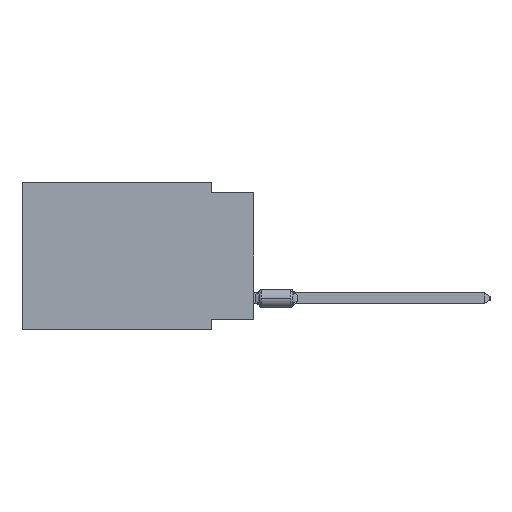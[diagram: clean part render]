
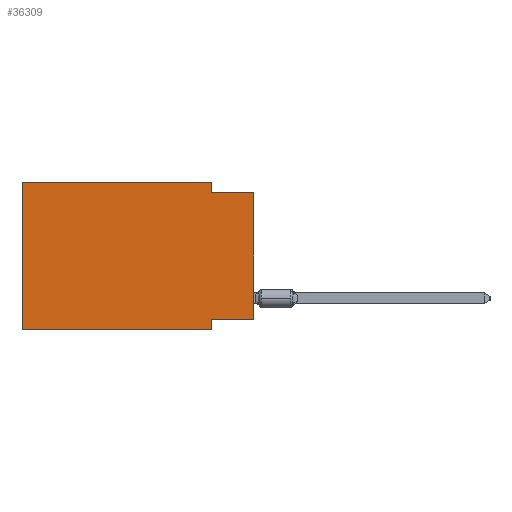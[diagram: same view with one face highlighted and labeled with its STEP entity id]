
A CAD part, left-side view. The second image highlights one B-rep face of the part: STEP entity #36309.
In plain terms, the highlighted planar face has unit normal (-1, 0, 0).
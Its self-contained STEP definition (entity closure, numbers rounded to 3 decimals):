
#347 = VECTOR ( 'NONE', #68512, 1000. ) ;
#2128 = DIRECTION ( 'NONE',  ( 0., 1., 0. ) ) ;
#2569 = EDGE_CURVE ( 'NONE', #61489, #21761, #90489, .T. ) ;
#2620 = VERTEX_POINT ( 'NONE', #23966 ) ;
#2795 = ORIENTED_EDGE ( 'NONE', *, *, #68800, .T. ) ;
#3739 = CARTESIAN_POINT ( 'NONE',  ( 0., 2.54, -8.89 ) ) ;
#5349 = CARTESIAN_POINT ( 'NONE',  ( 0., 2.54, -8.89 ) ) ;
#8006 = LINE ( 'NONE', #38248, #347 ) ;
#8427 = CARTESIAN_POINT ( 'NONE',  ( 0., 13.97, 0. ) ) ;
#9822 = VECTOR ( 'NONE', #29666, 1000. ) ;
#13904 = EDGE_CURVE ( 'NONE', #24343, #38139, #40674, .T. ) ;
#13911 = ORIENTED_EDGE ( 'NONE', *, *, #23894, .F. ) ;
#14723 = ORIENTED_EDGE ( 'NONE', *, *, #93328, .F. ) ;
#16945 = ORIENTED_EDGE ( 'NONE', *, *, #29928, .F. ) ;
#19150 = DIRECTION ( 'NONE',  ( 0., 0., 1. ) ) ;
#19402 = CARTESIAN_POINT ( 'NONE',  ( 0., 2.54, -8.255 ) ) ;
#21225 = LINE ( 'NONE', #5349, #58786 ) ;
#21761 = VERTEX_POINT ( 'NONE', #19402 ) ;
#22521 = CARTESIAN_POINT ( 'NONE',  ( 0., 0., -8.255 ) ) ;
#23787 = LINE ( 'NONE', #8427, #83962 ) ;
#23894 = EDGE_CURVE ( 'NONE', #52837, #2620, #8006, .T. ) ;
#23966 = CARTESIAN_POINT ( 'NONE',  ( 0., 0., -0.635 ) ) ;
#24343 = VERTEX_POINT ( 'NONE', #52034 ) ;
#26816 = ORIENTED_EDGE ( 'NONE', *, *, #13904, .T. ) ;
#28944 = VERTEX_POINT ( 'NONE', #65360 ) ;
#29285 = DIRECTION ( 'NONE',  ( 0., -1., 0. ) ) ;
#29666 = DIRECTION ( 'NONE',  ( 0., 0., 1. ) ) ;
#29928 = EDGE_CURVE ( 'NONE', #24343, #76391, #45041, .T. ) ;
#36309 = ADVANCED_FACE ( 'NONE', ( #59991 ), #68896, .F. ) ;
#36439 = VECTOR ( 'NONE', #2128, 1000. ) ;
#38139 = VERTEX_POINT ( 'NONE', #3739 ) ;
#38248 = CARTESIAN_POINT ( 'NONE',  ( 0., 0., -0.635 ) ) ;
#39702 = DIRECTION ( 'NONE',  ( 0., -1., 0. ) ) ;
#40674 = LINE ( 'NONE', #93785, #52921 ) ;
#43197 = VECTOR ( 'NONE', #81233, 1000. ) ;
#45041 = LINE ( 'NONE', #67375, #9822 ) ;
#47537 = DIRECTION ( 'NONE',  ( 0., 0., -1. ) ) ;
#52034 = CARTESIAN_POINT ( 'NONE',  ( 0., 13.97, -8.89 ) ) ;
#52837 = VERTEX_POINT ( 'NONE', #61883 ) ;
#52921 = VECTOR ( 'NONE', #39702, 1000. ) ;
#57425 = LINE ( 'NONE', #89185, #43197 ) ;
#58786 = VECTOR ( 'NONE', #87694, 1000. ) ;
#59991 = FACE_OUTER_BOUND ( 'NONE', #68465, .T. ) ;
#61489 = VERTEX_POINT ( 'NONE', #78821 ) ;
#61883 = CARTESIAN_POINT ( 'NONE',  ( 0., 2.54, -0.635 ) ) ;
#62911 = CARTESIAN_POINT ( 'NONE',  ( 0., 13.97, 0. ) ) ;
#65201 = VECTOR ( 'NONE', #19150, 1000. ) ;
#65360 = CARTESIAN_POINT ( 'NONE',  ( 0., 2.54, 0. ) ) ;
#67375 = CARTESIAN_POINT ( 'NONE',  ( 0., 13.97, 0. ) ) ;
#68318 = CARTESIAN_POINT ( 'NONE',  ( 0., 13.97, 0. ) ) ;
#68465 = EDGE_LOOP ( 'NONE', ( #2795, #13911, #14723, #79537, #16945, #26816, #89048, #89633 ) ) ;
#68512 = DIRECTION ( 'NONE',  ( 0., -1., 0. ) ) ;
#68800 = EDGE_CURVE ( 'NONE', #61489, #2620, #88575, .T. ) ;
#68896 = PLANE ( 'NONE',  #85156 ) ;
#72692 = CARTESIAN_POINT ( 'NONE',  ( 0., 0., 0. ) ) ;
#75004 = EDGE_CURVE ( 'NONE', #21761, #38139, #21225, .T. ) ;
#76391 = VERTEX_POINT ( 'NONE', #68318 ) ;
#78821 = CARTESIAN_POINT ( 'NONE',  ( 0., 0., -8.255 ) ) ;
#79537 = ORIENTED_EDGE ( 'NONE', *, *, #96167, .F. ) ;
#81233 = DIRECTION ( 'NONE',  ( 0., 0., -1. ) ) ;
#83962 = VECTOR ( 'NONE', #29285, 1000. ) ;
#85156 = AXIS2_PLACEMENT_3D ( 'NONE', #62911, #91245, #47537 ) ;
#87694 = DIRECTION ( 'NONE',  ( 0., 0., -1. ) ) ;
#88575 = LINE ( 'NONE', #72692, #65201 ) ;
#89048 = ORIENTED_EDGE ( 'NONE', *, *, #75004, .F. ) ;
#89185 = CARTESIAN_POINT ( 'NONE',  ( 0., 2.54, 0. ) ) ;
#89633 = ORIENTED_EDGE ( 'NONE', *, *, #2569, .F. ) ;
#90489 = LINE ( 'NONE', #22521, #36439 ) ;
#91245 = DIRECTION ( 'NONE',  ( 1., 0., 0. ) ) ;
#93328 = EDGE_CURVE ( 'NONE', #28944, #52837, #57425, .T. ) ;
#93785 = CARTESIAN_POINT ( 'NONE',  ( 0., 13.97, -8.89 ) ) ;
#96167 = EDGE_CURVE ( 'NONE', #76391, #28944, #23787, .T. ) ;
